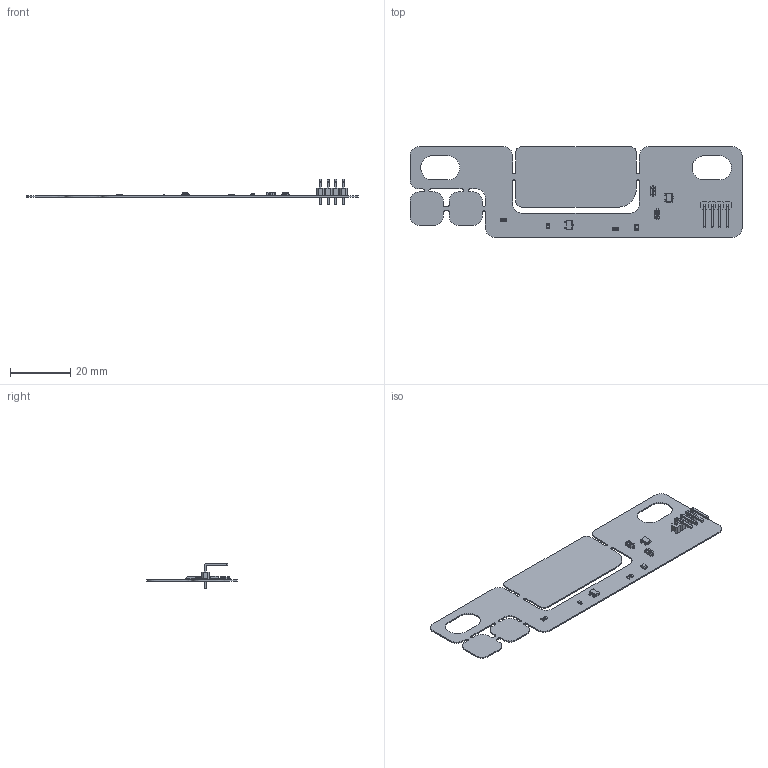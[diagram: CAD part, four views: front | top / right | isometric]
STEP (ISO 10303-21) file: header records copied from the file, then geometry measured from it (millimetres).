
FILE_DESCRIPTION(('Open CASCADE Model'),'2;1');
FILE_NAME('Open CASCADE Shape Model','2018-09-30T18:16:12',('Author'),( 'Open CASCADE'),'Open CASCADE STEP processor 6.8','Open CASCADE 6.8' ,'Unknown');
FILE_SCHEMA(('AUTOMOTIVE_DESIGN { 1 0 10303 214 1 1 1 1 }'));
Length unit declared in the file: millimetre
Products named in the file (25): PCB; Board; R1; chip_0805_r; R2; U1; 947473504; Body; Open_CASCADE_STEP_translator_6.8_7.1.1; Leader; U2; VD1; User_Library-SOD-123; VD2; VD3; User_Library-LED_0603_G; User_Library-LED_0603_G_Pocket002; User_Library-LED_0603_G_Pad004; User_Library-LED_0603_G_Fillet; User_Library-LED_0603_G_Pocket001; User_Library-LED_0603_G_Pad; VD4; User_Library-CHIPLED-0805; X1; User_Library-PLS-4R_gold
Assembly tree (29 placements, depth 5):
  PCB
    Board
    R1
      chip_0805_r
    R2
      chip_0805_r
    U1
      947473504
        Body
          Open_CASCADE_STEP_translator_6.8_7.1.1
        Leader  x3
    U2
      947473504
        Body
          Open_CASCADE_STEP_translator_6.8_7.1.1
        Leader  x3
    VD1
      User_Library-SOD-123
    VD2
      User_Library-SOD-123
    VD3
      User_Library-LED_0603_G
        User_Library-LED_0603_G_Pocket002
        User_Library-LED_0603_G_Pad004
        User_Library-LED_0603_G_Fillet
        User_Library-LED_0603_G_Pocket001
        User_Library-LED_0603_G_Pad
    VD4
      User_Library-CHIPLED-0805
    X1
      User_Library-PLS-4R_gold
Bounding box: 110 x 30 x 8.45 mm (x, y, z)
Volume: 1262.1 mm3; surface area: 6276.7 mm2
Topology: 34 solids, 35 shells, 1282 faces, 3488 edges, 2298 vertices
Faces by surface type: plane 983, cylinder 165, bspline 118, sphere 16
Entity records: 36641 total; most frequent: CARTESIAN_POINT 10146, ORIENTED_EDGE 5216, DIRECTION 4352, EDGE_CURVE 2609, LINE 2312, VECTOR 2312, VERTEX_POINT 1737, AXIS2_PLACEMENT_3D 1020
